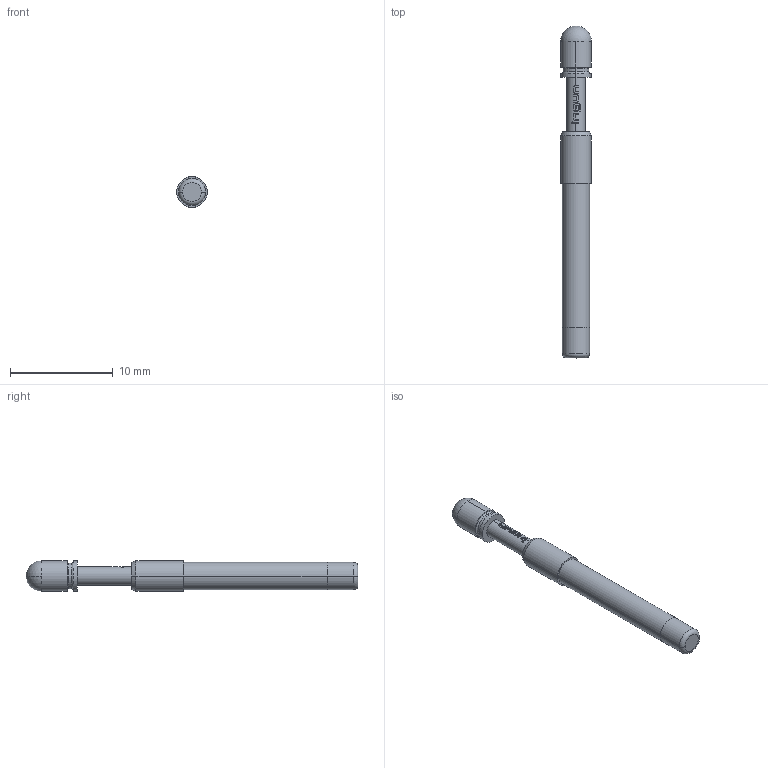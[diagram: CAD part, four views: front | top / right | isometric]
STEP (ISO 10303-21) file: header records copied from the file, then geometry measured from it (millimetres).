
FILE_DESCRIPTION (( 'STEP AP203' ), '1' );
FILE_NAME ('INGUN_HSS-120_355_300_A_xx05.STEP', '2022-05-06T10:03:51', ( 'ochi' ), ( '' ), 'SwSTEP 2.0', 'SolidWorks 2018', '' );
FILE_SCHEMA (( 'CONFIG_CONTROL_DESIGN' ));
Length unit declared in the file: millimetre
Products named in the file (1): INGUN_HSS-120_355_300_A_xx05
Bounding box: 3 x 32.3 x 3 mm (x, y, z)
Volume: 172.3 mm3; surface area: 281.2 mm2
Topology: 1 solids, 1 shells, 103 faces, 277 edges, 181 vertices
Faces by surface type: bspline 61, cylinder 24, plane 8, torus 6, sphere 2, cone 2
Entity records: 4411 total; most frequent: CARTESIAN_POINT 2306, ORIENTED_EDGE 550, EDGE_CURVE 275, B_SPLINE_CURVE_WITH_KNOTS 204, DIRECTION 203, VERTEX_POINT 181, EDGE_LOOP 110, ADVANCED_FACE 103
